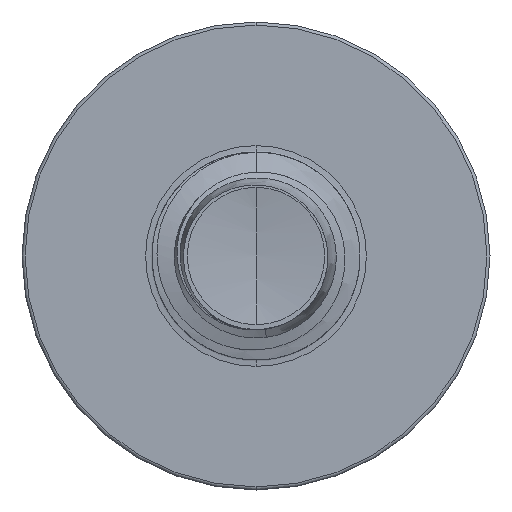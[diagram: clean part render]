
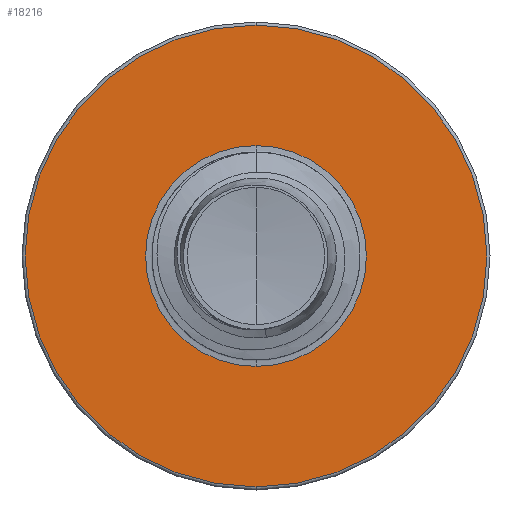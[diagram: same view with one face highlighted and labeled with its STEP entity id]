
A CAD part, front view. The second image highlights one B-rep face of the part: STEP entity #18216.
In plain terms, the highlighted planar face has unit normal (0, -1, 0).
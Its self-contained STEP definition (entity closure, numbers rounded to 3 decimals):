
#112 = DIRECTION ( 'NONE',  ( 0., 0., 1. ) ) ;
#2836 = ORIENTED_EDGE ( 'NONE', *, *, #21810, .T. ) ;
#3669 = PLANE ( 'NONE',  #7192 ) ;
#4155 = AXIS2_PLACEMENT_3D ( 'NONE', #17348, #6087, #13929 ) ;
#4899 = DIRECTION ( 'NONE',  ( 0., 1., 0. ) ) ;
#6087 = DIRECTION ( 'NONE',  ( 0., 1., 0. ) ) ;
#6501 = CARTESIAN_POINT ( 'NONE',  ( 0., 16., -6.66 ) ) ;
#6671 = CARTESIAN_POINT ( 'NONE',  ( 0., 16., 0. ) ) ;
#7192 = AXIS2_PLACEMENT_3D ( 'NONE', #9600, #11513, #112 ) ;
#7939 = AXIS2_PLACEMENT_3D ( 'NONE', #21309, #9990, #23234 ) ;
#8581 = DIRECTION ( 'NONE',  ( 0., 0., 1. ) ) ;
#9194 = EDGE_CURVE ( 'NONE', #15356, #21128, #17867, .T. ) ;
#9600 = CARTESIAN_POINT ( 'NONE',  ( 0., 16., -3.186 ) ) ;
#9614 = FACE_OUTER_BOUND ( 'NONE', #10319, .T. ) ;
#9990 = DIRECTION ( 'NONE',  ( 0., 1., 0. ) ) ;
#10274 = VERTEX_POINT ( 'NONE', #6501 ) ;
#10319 = EDGE_LOOP ( 'NONE', ( #11227, #16437 ) ) ;
#11227 = ORIENTED_EDGE ( 'NONE', *, *, #23291, .F. ) ;
#11513 = DIRECTION ( 'NONE',  ( 0., 1., 0. ) ) ;
#12662 = CARTESIAN_POINT ( 'NONE',  ( 0., 16., 3.186 ) ) ;
#13424 = FACE_BOUND ( 'NONE', #18258, .T. ) ;
#13929 = DIRECTION ( 'NONE',  ( 0., 0., 1. ) ) ;
#14600 = AXIS2_PLACEMENT_3D ( 'NONE', #6671, #19851, #8581 ) ;
#15356 = VERTEX_POINT ( 'NONE', #24527 ) ;
#15760 = CIRCLE ( 'NONE', #17575, 3.186 ) ;
#16187 = CARTESIAN_POINT ( 'NONE',  ( 0., 16., 0. ) ) ;
#16249 = VERTEX_POINT ( 'NONE', #23777 ) ;
#16437 = ORIENTED_EDGE ( 'NONE', *, *, #20035, .F. ) ;
#17348 = CARTESIAN_POINT ( 'NONE',  ( 0., 16., 0. ) ) ;
#17575 = AXIS2_PLACEMENT_3D ( 'NONE', #16187, #4899, #18087 ) ;
#17867 = CIRCLE ( 'NONE', #7939, 3.186 ) ;
#18087 = DIRECTION ( 'NONE',  ( 0., 0., 1. ) ) ;
#18216 = ADVANCED_FACE ( 'NONE', ( #9614, #13424 ), #3669, .F. ) ;
#18258 = EDGE_LOOP ( 'NONE', ( #2836, #20075 ) ) ;
#19851 = DIRECTION ( 'NONE',  ( 0., 1., 0. ) ) ;
#20035 = EDGE_CURVE ( 'NONE', #10274, #16249, #20515, .T. ) ;
#20075 = ORIENTED_EDGE ( 'NONE', *, *, #9194, .T. ) ;
#20515 = CIRCLE ( 'NONE', #4155, 6.66 ) ;
#21128 = VERTEX_POINT ( 'NONE', #12662 ) ;
#21309 = CARTESIAN_POINT ( 'NONE',  ( 0., 16., 0. ) ) ;
#21810 = EDGE_CURVE ( 'NONE', #21128, #15356, #15760, .T. ) ;
#23234 = DIRECTION ( 'NONE',  ( 0., 0., 1. ) ) ;
#23291 = EDGE_CURVE ( 'NONE', #16249, #10274, #23504, .T. ) ;
#23504 = CIRCLE ( 'NONE', #14600, 6.66 ) ;
#23777 = CARTESIAN_POINT ( 'NONE',  ( 0., 16., 6.66 ) ) ;
#24527 = CARTESIAN_POINT ( 'NONE',  ( 0., 16., -3.186 ) ) ;
